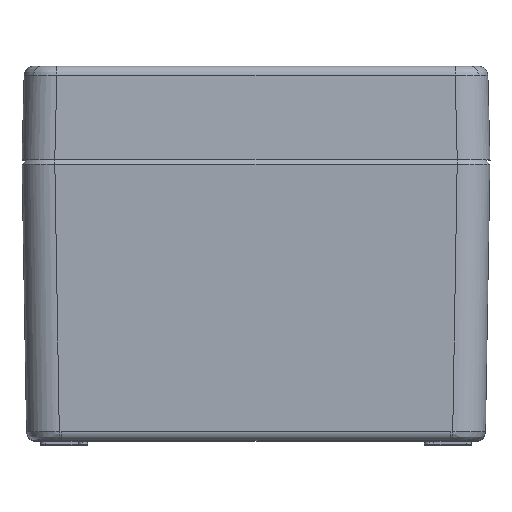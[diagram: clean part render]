
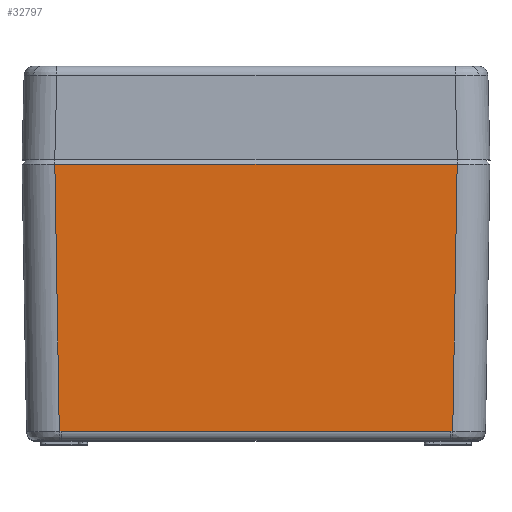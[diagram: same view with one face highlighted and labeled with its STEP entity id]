
A CAD part, top view. The second image highlights one B-rep face of the part: STEP entity #32797.
In plain terms, the highlighted planar face has unit normal (0, -0.017, 1).
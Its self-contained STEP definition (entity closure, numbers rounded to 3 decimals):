
#17275 = DIRECTION ( 'NONE',  ( 0.017, -1., -0.017 ) ) ;
#17276 = VECTOR ( 'NONE', #17275, 1000. ) ;
#17277 = CARTESIAN_POINT ( 'NONE',  ( -43.003, 0.117, 50.002 ) ) ;
#17278 = LINE ( 'NONE', #17277, #17276 ) ;
#17469 = DIRECTION ( 'NONE',  ( 0., -1., -0.017 ) ) ;
#17470 = DIRECTION ( 'NONE',  ( 0., -0.017, 1. ) ) ;
#17471 = AXIS2_PLACEMENT_3D ( 'NONE', #17472, #17470, #17469 ) ;
#17472 = CARTESIAN_POINT ( 'NONE',  ( -50., 0., 50. ) ) ;
#17473 = PLANE ( 'NONE',  #17471 ) ;
#17474 = FACE_OUTER_BOUND ( 'NONE', #32738, .T. ) ;
#17540 = DIRECTION ( 'NONE',  ( 0.017, 1., 0.017 ) ) ;
#17541 = VECTOR ( 'NONE', #17540, 1000. ) ;
#17542 = CARTESIAN_POINT ( 'NONE',  ( 42.975, -1.549, 49.974 ) ) ;
#17543 = LINE ( 'NONE', #17542, #17541 ) ;
#17548 = CARTESIAN_POINT ( 'NONE',  ( 42.984, -1., 49.983 ) ) ;
#17557 = CARTESIAN_POINT ( 'NONE',  ( 42.034, -58.036, 49.033 ) ) ;
#17581 = B_SPLINE_CURVE_WITH_KNOTS ( 'NONE', 3,
 ( #17596, #17595, #17594, #17593 ),
 .UNSPECIFIED., .F., .F.,
 ( 4, 4 ),
 ( 0., 0. ),
 .UNSPECIFIED. ) ;
#17593 = CARTESIAN_POINT ( 'NONE',  ( 42.034, -58.036, 49.033 ) ) ;
#17594 = CARTESIAN_POINT ( 'NONE',  ( 41.909, -58.034, 49.033 ) ) ;
#17595 = CARTESIAN_POINT ( 'NONE',  ( 41.784, -58.033, 49.033 ) ) ;
#17596 = CARTESIAN_POINT ( 'NONE',  ( 41.659, -58.033, 49.033 ) ) ;
#17614 = DIRECTION ( 'NONE',  ( 1., 0., 0. ) ) ;
#17615 = VECTOR ( 'NONE', #17614, 1000. ) ;
#17616 = CARTESIAN_POINT ( 'NONE',  ( 42.001, -58.033, 49.033 ) ) ;
#17617 = LINE ( 'NONE', #17616, #17615 ) ;
#17618 = CARTESIAN_POINT ( 'NONE',  ( 41.659, -58.033, 49.033 ) ) ;
#17625 = DIRECTION ( 'NONE',  ( -1., 0., 0. ) ) ;
#17626 = VECTOR ( 'NONE', #17625, 1000. ) ;
#17627 = CARTESIAN_POINT ( 'NONE',  ( -50., -1., 49.983 ) ) ;
#17628 = LINE ( 'NONE', #17627, #17626 ) ;
#18148 = CARTESIAN_POINT ( 'NONE',  ( -41.659, -58.033, 49.033 ) ) ;
#18149 = CARTESIAN_POINT ( 'NONE',  ( -41.784, -58.033, 49.033 ) ) ;
#18150 = CARTESIAN_POINT ( 'NONE',  ( -41.909, -58.034, 49.033 ) ) ;
#18151 = CARTESIAN_POINT ( 'NONE',  ( -42.034, -58.036, 49.033 ) ) ;
#18152 = B_SPLINE_CURVE_WITH_KNOTS ( 'NONE', 3,
 ( #18151, #18150, #18149, #18148 ),
 .UNSPECIFIED., .F., .F.,
 ( 4, 4 ),
 ( 0., 0. ),
 .UNSPECIFIED. ) ;
#18155 = CARTESIAN_POINT ( 'NONE',  ( -41.659, -58.033, 49.033 ) ) ;
#18176 = CARTESIAN_POINT ( 'NONE',  ( -42.984, -1., 49.983 ) ) ;
#18181 = CARTESIAN_POINT ( 'NONE',  ( -42.034, -58.036, 49.033 ) ) ;
#32713 = ORIENTED_EDGE ( 'NONE', *, *, #32719, .T. ) ;
#32719 = EDGE_CURVE ( 'NONE', #33002, #33004, #17278, .T. ) ;
#32738 = EDGE_LOOP ( 'NONE', ( #32713, #33013, #32955, #32834, #32818, #32815 ) ) ;
#32797 = ADVANCED_FACE ( 'NONE', ( #17474 ), #17473, .T. ) ;
#32814 = VERTEX_POINT ( 'NONE', #17557 ) ;
#32815 = ORIENTED_EDGE ( 'NONE', *, *, #32831, .T. ) ;
#32818 = ORIENTED_EDGE ( 'NONE', *, *, #32821, .T. ) ;
#32820 = VERTEX_POINT ( 'NONE', #17548 ) ;
#32821 = EDGE_CURVE ( 'NONE', #32814, #32820, #17543, .T. ) ;
#32824 = EDGE_CURVE ( 'NONE', #32836, #32814, #17581, .T. ) ;
#32831 = EDGE_CURVE ( 'NONE', #32820, #33002, #17628, .T. ) ;
#32834 = ORIENTED_EDGE ( 'NONE', *, *, #32824, .T. ) ;
#32836 = VERTEX_POINT ( 'NONE', #17618 ) ;
#32837 = EDGE_CURVE ( 'NONE', #32984, #32836, #17617, .T. ) ;
#32955 = ORIENTED_EDGE ( 'NONE', *, *, #32837, .T. ) ;
#32984 = VERTEX_POINT ( 'NONE', #18155 ) ;
#32985 = EDGE_CURVE ( 'NONE', #33004, #32984, #18152, .T. ) ;
#33002 = VERTEX_POINT ( 'NONE', #18176 ) ;
#33004 = VERTEX_POINT ( 'NONE', #18181 ) ;
#33013 = ORIENTED_EDGE ( 'NONE', *, *, #32985, .T. ) ;
